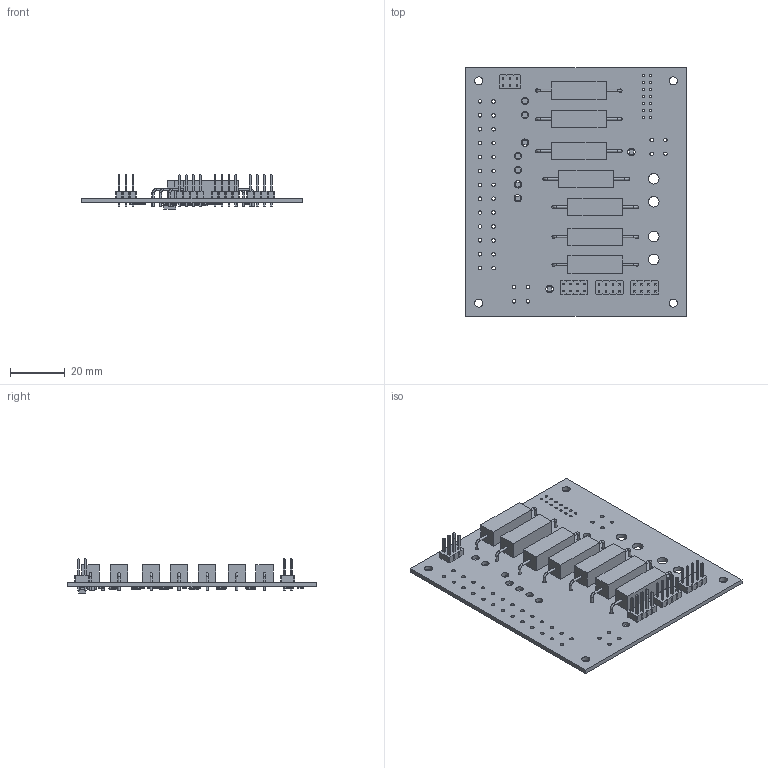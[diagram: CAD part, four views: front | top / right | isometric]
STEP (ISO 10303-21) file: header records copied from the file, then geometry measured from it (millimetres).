
FILE_DESCRIPTION(('KiCad electronic assembly'),'2;1');
FILE_NAME('ISO11446PWR01.step','2023-02-16T21:29:25',('Pcbnew'),('Kicad' ),'Open CASCADE STEP processor 7.5','KiCad to STEP converter', 'Unknown');
FILE_SCHEMA(('AUTOMOTIVE_DESIGN { 1 0 10303 214 1 1 1 1 }'));
Length unit declared in the file: millimetre
Products named in the file (18): ISO11446PWR01 1; R_Axial_Power_L20.0mm_W6.4mm_P30.48mm; SOLID; PinHeader_2x04_P2.54mm_Vertical; PinHeader_2x03_P2.54mm_Vertical; LED_1206_3216Metric; R_0805_2012Metric; SO-4_4.4x3.6mm_P2.54mm; C_0805_2012Metric; D_SMA; tmpyrvtv_y_ PCB
Assembly tree (55 placements, depth 3):
  ISO11446PWR01 1
    R_Axial_Power_L20.0mm_W6.4mm_P30.48mm  x7
      SOLID
    PinHeader_2x04_P2.54mm_Vertical  x3
      SOLID
    PinHeader_2x03_P2.54mm_Vertical
      SOLID
    LED_1206_3216Metric  x9
      SOLID
    R_0805_2012Metric  x16
      SOLID
    SO-4_4.4x3.6mm_P2.54mm  x7
      SOLID
    C_0805_2012Metric  x2
      SOLID
    D_SMA
      SOLID
    tmpyrvtv_y_ PCB
Bounding box: 80.77 x 90.93 x 12.46 mm (x, y, z)
Volume: 18004.3 mm3; surface area: 22226.9 mm2
Topology: 47 solids, 47 shells, 2494 faces, 6223 edges, 3918 vertices
Faces by surface type: plane 1790, cylinder 484, bspline 206, torus 14
Full cylindrical faces by diameter (mm): 0.2 x7, 0.8 x28, 0.889 x44, 1.2 x14, 1.3 x34, 2.7 x9, 3 x4, 3.9 x4
Entity records: 47404 total; most frequent: CARTESIAN_POINT 8883, DIRECTION 6352, LINE 4271, VECTOR 4271, ORIENTED_EDGE 3362, PCURVE 3362, DEFINITIONAL_REPRESENTATION 3362, EDGE_CURVE 1681
